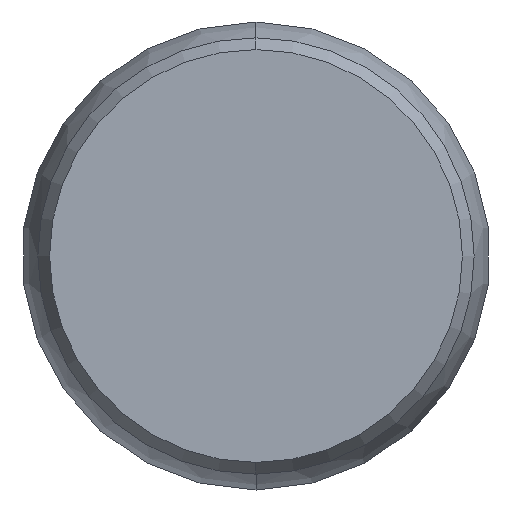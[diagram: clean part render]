
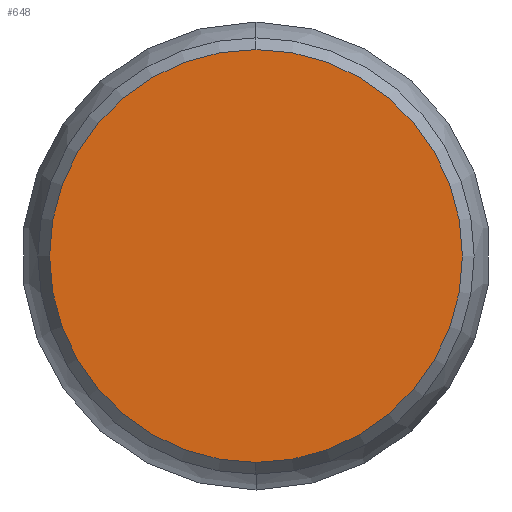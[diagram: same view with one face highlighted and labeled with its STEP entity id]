
A CAD part, left-side view. The second image highlights one B-rep face of the part: STEP entity #648.
In plain terms, the highlighted planar face has unit normal (-1, 0, 0).
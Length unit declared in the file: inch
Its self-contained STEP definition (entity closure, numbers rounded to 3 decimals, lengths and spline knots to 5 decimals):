
#63 = ORIENTED_EDGE ( 'NONE', *, *, #877, .F. ) ;
#64 = ORIENTED_EDGE ( 'NONE', *, *, #860, .F. ) ;
#123 = DIRECTION ( 'NONE',  ( 0., 0., 1. ) ) ;
#127 = DIRECTION ( 'NONE',  ( -1., 0., 0. ) ) ;
#136 = CARTESIAN_POINT ( 'NONE',  ( 0., 0.044, 0. ) ) ;
#139 = PLANE ( 'NONE',  #936 ) ;
#256 = FACE_OUTER_BOUND ( 'NONE', #806, .T. ) ;
#336 = CIRCLE ( 'NONE', #975, 0.044 ) ;
#352 = CIRCLE ( 'NONE', #990, 0.044 ) ;
#407 = CARTESIAN_POINT ( 'NONE',  ( 0., 0., 0. ) ) ;
#408 = DIRECTION ( 'NONE',  ( 1., 0., 0. ) ) ;
#409 = DIRECTION ( 'NONE',  ( 0., 0., -1. ) ) ;
#456 = CARTESIAN_POINT ( 'NONE',  ( 0., 0., 0. ) ) ;
#457 = DIRECTION ( 'NONE',  ( 1., 0., 0. ) ) ;
#458 = DIRECTION ( 'NONE',  ( 0., 0., -1. ) ) ;
#623 = VERTEX_POINT ( 'NONE', #723 ) ;
#629 = VERTEX_POINT ( 'NONE', #754 ) ;
#648 = ADVANCED_FACE ( 'NONE', ( #256 ), #139, .T. ) ;
#723 = CARTESIAN_POINT ( 'NONE',  ( 0., 0., 0.044 ) ) ;
#754 = CARTESIAN_POINT ( 'NONE',  ( 0., 0., -0.044 ) ) ;
#806 = EDGE_LOOP ( 'NONE', ( #63, #64 ) ) ;
#860 = EDGE_CURVE ( 'NONE', #623, #629, #336, .T. ) ;
#877 = EDGE_CURVE ( 'NONE', #629, #623, #352, .T. ) ;
#936 = AXIS2_PLACEMENT_3D ( 'NONE', #136, #127, #123 ) ;
#975 = AXIS2_PLACEMENT_3D ( 'NONE', #407, #408, #409 ) ;
#990 = AXIS2_PLACEMENT_3D ( 'NONE', #456, #457, #458 ) ;
